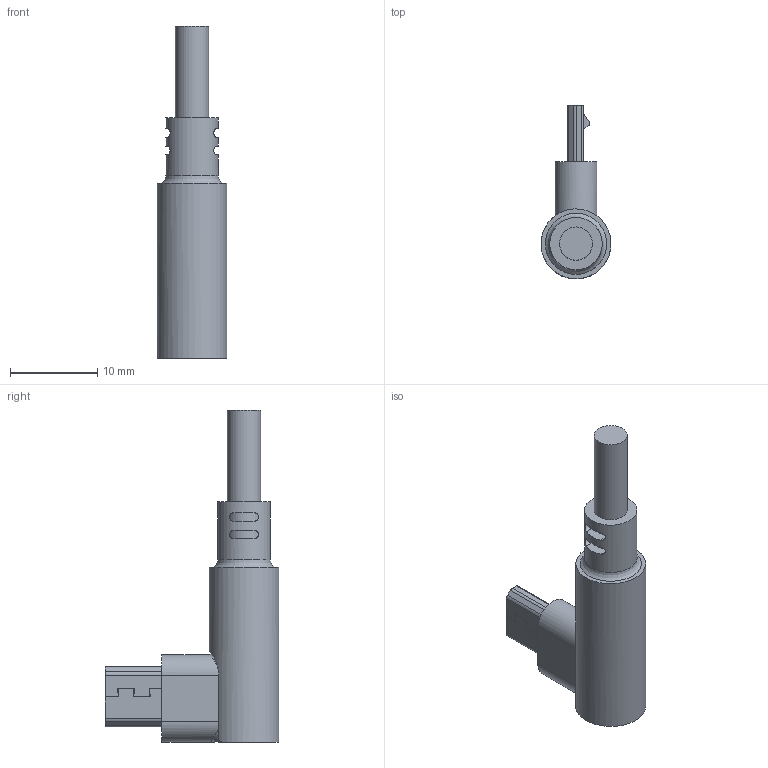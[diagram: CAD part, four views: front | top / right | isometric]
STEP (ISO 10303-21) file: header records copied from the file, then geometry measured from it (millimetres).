
FILE_DESCRIPTION(/* description */ (''),/* implementation_level */ '2;1');
FILE_NAME(/* name */ 'AAOTOKK USB A Micro 90 degree.step',/* time_stamp */ '2023-03-18T10:34:11-07:00',/* author */ (''),/* organization */ (''),/* preprocessor_version */ 'ST-DEVELOPER v19.2',/* originating_system */ 'Autodesk Translation Framework v11.17.0.187',/* authorisation */ '');
FILE_SCHEMA (('AUTOMOTIVE_DESIGN { 1 0 10303 214 3 1 1 }'));
Length unit declared in the file: millimetre
Products named in the file (1): AAOTOKK USB A Micro 90 degree
Bounding box: 8 x 19.9 x 38 mm (x, y, z)
Volume: 1617.9 mm3; surface area: 2361.4 mm2
Topology: 6 solids, 6 shells, 140 faces, 382 edges, 251 vertices
Faces by surface type: plane 87, cylinder 47, bspline 5, torus 1
Full cylindrical faces by diameter (mm): 3.8 x2, 6 x1, 7 x2, 8 x1
Entity records: 5002 total; most frequent: CARTESIAN_POINT 1343, ORIENTED_EDGE 760, DIRECTION 728, EDGE_CURVE 380, VERTEX_POINT 251, LINE 244, VECTOR 244, AXIS2_PLACEMENT_3D 242
